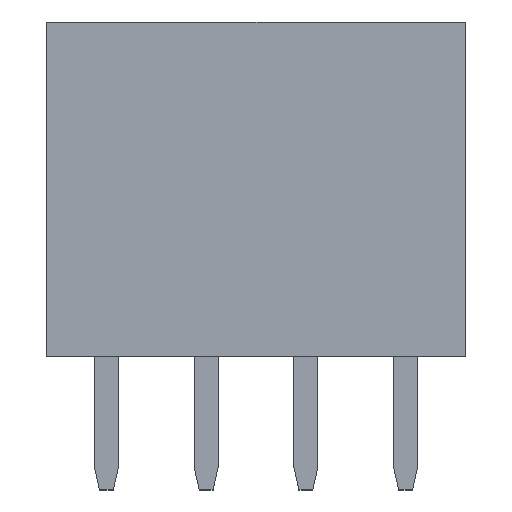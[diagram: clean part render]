
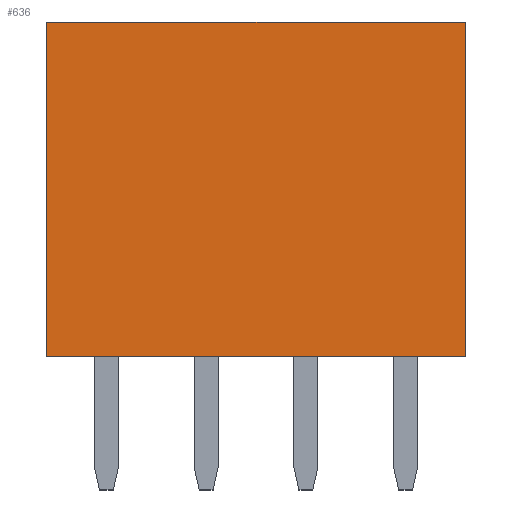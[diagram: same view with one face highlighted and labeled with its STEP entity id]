
A CAD part, top view. The second image highlights one B-rep face of the part: STEP entity #636.
In plain terms, the highlighted planar face has unit normal (0, 0, 1).
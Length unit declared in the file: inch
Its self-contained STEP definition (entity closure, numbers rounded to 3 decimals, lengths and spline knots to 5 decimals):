
#144 = VECTOR ( 'NONE', #1564, 39.37008 ) ;
#173 = ORIENTED_EDGE ( 'NONE', *, *, #3379, .F. ) ;
#252 = PLANE ( 'NONE',  #2600 ) ;
#327 = EDGE_CURVE ( 'NONE', #3211, #1812, #2821, .T. ) ;
#341 = LINE ( 'NONE', #3040, #999 ) ;
#520 = DIRECTION ( 'NONE',  ( 1., 0., 0. ) ) ;
#628 = ORIENTED_EDGE ( 'NONE', *, *, #1460, .F. ) ;
#636 = ADVANCED_FACE ( 'NONE', ( #2974 ), #252, .T. ) ;
#728 = ORIENTED_EDGE ( 'NONE', *, *, #327, .T. ) ;
#873 = CARTESIAN_POINT ( 'NONE',  ( 0.21, 0., 0.1 ) ) ;
#994 = DIRECTION ( 'NONE',  ( -1., 0., 0. ) ) ;
#999 = VECTOR ( 'NONE', #2517, 39.37008 ) ;
#1102 = VERTEX_POINT ( 'NONE', #3526 ) ;
#1152 = DIRECTION ( 'NONE',  ( 0., 1., 0. ) ) ;
#1266 = LINE ( 'NONE', #3436, #3389 ) ;
#1460 = EDGE_CURVE ( 'NONE', #3211, #1102, #1266, .T. ) ;
#1564 = DIRECTION ( 'NONE',  ( 1., 0., 0. ) ) ;
#1812 = VERTEX_POINT ( 'NONE', #3130 ) ;
#1941 = EDGE_LOOP ( 'NONE', ( #728, #173, #3253, #628 ) ) ;
#1988 = CARTESIAN_POINT ( 'NONE',  ( 0.21, -0.46519, 0.1 ) ) ;
#2262 = VECTOR ( 'NONE', #1152, 39.37008 ) ;
#2304 = VERTEX_POINT ( 'NONE', #2754 ) ;
#2418 = CARTESIAN_POINT ( 'NONE',  ( 0.21, 0.335, 0.1 ) ) ;
#2517 = DIRECTION ( 'NONE',  ( 0., 1., 0. ) ) ;
#2600 = AXIS2_PLACEMENT_3D ( 'NONE', #3499, #3194, #520 ) ;
#2754 = CARTESIAN_POINT ( 'NONE',  ( -0.21, 0.335, 0.1 ) ) ;
#2821 = LINE ( 'NONE', #1988, #2262 ) ;
#2974 = FACE_OUTER_BOUND ( 'NONE', #1941, .T. ) ;
#3040 = CARTESIAN_POINT ( 'NONE',  ( -0.21, -0.46519, 0.1 ) ) ;
#3130 = CARTESIAN_POINT ( 'NONE',  ( 0.21, 0.335, 0.1 ) ) ;
#3194 = DIRECTION ( 'NONE',  ( 0., 0., 1. ) ) ;
#3211 = VERTEX_POINT ( 'NONE', #873 ) ;
#3237 = EDGE_CURVE ( 'NONE', #1102, #2304, #341, .T. ) ;
#3253 = ORIENTED_EDGE ( 'NONE', *, *, #3237, .F. ) ;
#3379 = EDGE_CURVE ( 'NONE', #2304, #1812, #3471, .T. ) ;
#3389 = VECTOR ( 'NONE', #994, 39.37008 ) ;
#3436 = CARTESIAN_POINT ( 'NONE',  ( -0.21, 0., 0.1 ) ) ;
#3471 = LINE ( 'NONE', #2418, #144 ) ;
#3499 = CARTESIAN_POINT ( 'NONE',  ( -0.21, -0.46519, 0.1 ) ) ;
#3526 = CARTESIAN_POINT ( 'NONE',  ( -0.21, 0., 0.1 ) ) ;
